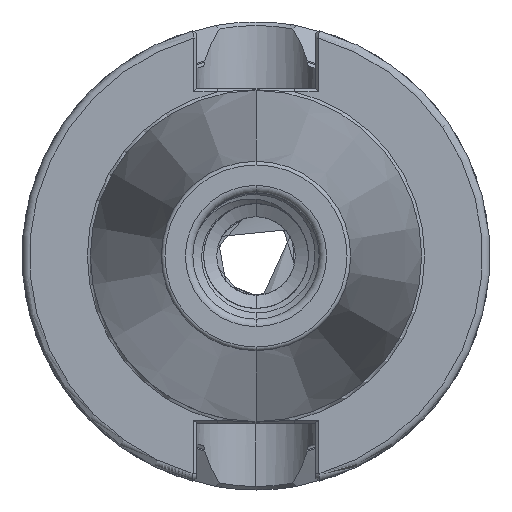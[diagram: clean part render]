
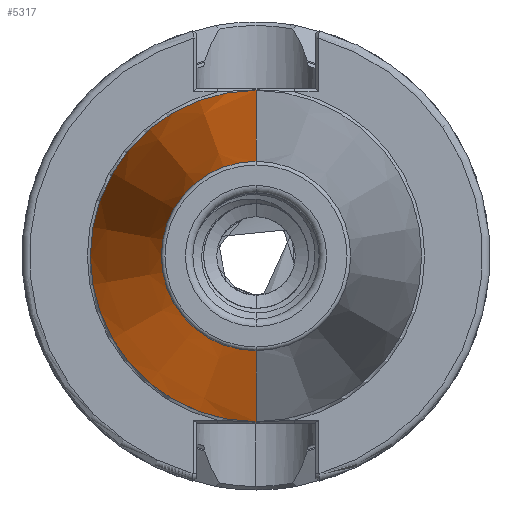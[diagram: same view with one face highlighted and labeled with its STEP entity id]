
A CAD part, left-side view. The second image highlights one B-rep face of the part: STEP entity #5317.
In plain terms, the highlighted conical face has half-angle 8.297 degrees and reference radius 22.298 mm.
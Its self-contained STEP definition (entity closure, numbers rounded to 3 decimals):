
#2063 = EDGE_LOOP ( 'NONE', ( #17677, #17640, #17683, #17688 ) ) ;
#2653 = DIRECTION ( 'NONE',  ( 1., 0., 0. ) ) ;
#2655 = DIRECTION ( 'NONE',  ( 0., 0., -1. ) ) ;
#2664 = CARTESIAN_POINT ( 'NONE',  ( -1.5, 0., 0. ) ) ;
#3542 = CARTESIAN_POINT ( 'NONE',  ( -1.5, 0., 22.298 ) ) ;
#3555 = CARTESIAN_POINT ( 'NONE',  ( -66.972, 0., -12.75 ) ) ;
#3589 = CARTESIAN_POINT ( 'NONE',  ( -66.972, 0., 12.75 ) ) ;
#3592 = CARTESIAN_POINT ( 'NONE',  ( -1.5, 0., -22.298 ) ) ;
#5317 = ADVANCED_FACE ( 'NONE', ( #14422 ), #14466, .T. ) ;
#7392 = DIRECTION ( 'NONE',  ( 0., 0., -1. ) ) ;
#7395 = CARTESIAN_POINT ( 'NONE',  ( -1.5, 0., -22.298 ) ) ;
#7403 = DIRECTION ( 'NONE',  ( 0., 0., -1. ) ) ;
#7405 = DIRECTION ( 'NONE',  ( 1., 0., 0. ) ) ;
#7421 = DIRECTION ( 'NONE',  ( 0.99, 0., -0.144 ) ) ;
#7422 = CARTESIAN_POINT ( 'NONE',  ( -1.5, 0., 0. ) ) ;
#7424 = CARTESIAN_POINT ( 'NONE',  ( -66.972, 0., 0. ) ) ;
#7426 = DIRECTION ( 'NONE',  ( 1., 0., 0. ) ) ;
#7982 = CARTESIAN_POINT ( 'NONE',  ( -1.5, 0., 22.298 ) ) ;
#7985 = DIRECTION ( 'NONE',  ( 0.99, 0., 0.144 ) ) ;
#10613 = VERTEX_POINT ( 'NONE', #3555 ) ;
#10616 = VERTEX_POINT ( 'NONE', #3542 ) ;
#10620 = VERTEX_POINT ( 'NONE', #3589 ) ;
#10655 = VERTEX_POINT ( 'NONE', #3592 ) ;
#11916 = AXIS2_PLACEMENT_3D ( 'NONE', #7424, #7405, #7392 ) ;
#11924 = AXIS2_PLACEMENT_3D ( 'NONE', #7422, #7426, #7403 ) ;
#12932 = AXIS2_PLACEMENT_3D ( 'NONE', #2664, #2653, #2655 ) ;
#14422 = FACE_OUTER_BOUND ( 'NONE', #2063, .T. ) ;
#14466 = CONICAL_SURFACE ( 'NONE', #12932, 22.298, 0.145 ) ;
#17049 = EDGE_CURVE ( 'NONE', #10620, #10616, #18040, .T. ) ;
#17108 = EDGE_CURVE ( 'NONE', #10655, #10616, #17583, .T. ) ;
#17113 = EDGE_CURVE ( 'NONE', #10613, #10655, #17592, .T. ) ;
#17114 = EDGE_CURVE ( 'NONE', #10613, #10620, #17589, .T. ) ;
#17583 = CIRCLE ( 'NONE', #11924, 22.298 ) ;
#17589 = CIRCLE ( 'NONE', #11916, 12.75 ) ;
#17592 = LINE ( 'NONE', #7395, #17594 ) ;
#17594 = VECTOR ( 'NONE', #7421, 1000. ) ;
#17640 = ORIENTED_EDGE ( 'NONE', *, *, #17049, .T. ) ;
#17677 = ORIENTED_EDGE ( 'NONE', *, *, #17114, .T. ) ;
#17683 = ORIENTED_EDGE ( 'NONE', *, *, #17108, .F. ) ;
#17688 = ORIENTED_EDGE ( 'NONE', *, *, #17113, .F. ) ;
#18040 = LINE ( 'NONE', #7982, #18049 ) ;
#18049 = VECTOR ( 'NONE', #7985, 1000. ) ;
